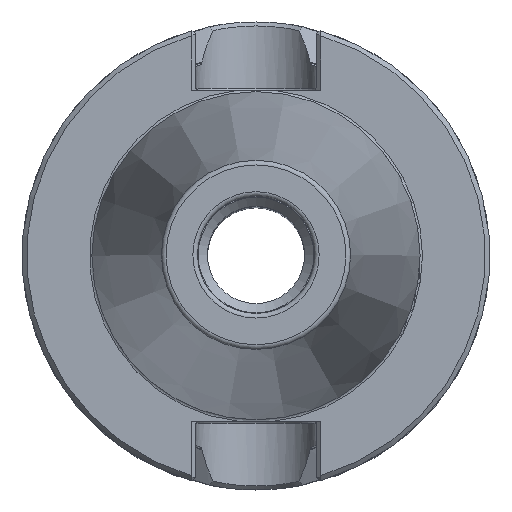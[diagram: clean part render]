
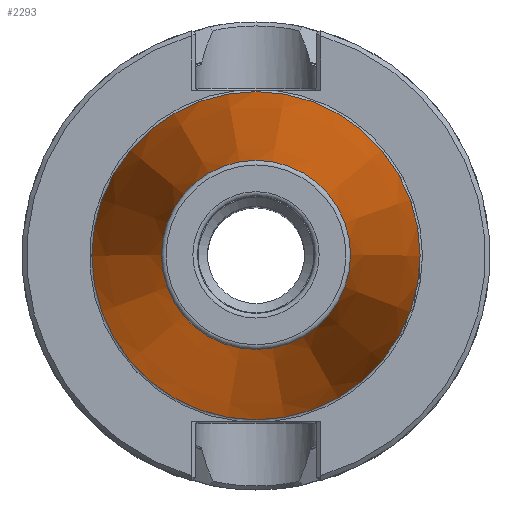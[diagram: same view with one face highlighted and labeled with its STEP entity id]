
A CAD part, top view. The second image highlights one B-rep face of the part: STEP entity #2293.
In plain terms, the highlighted conical face has half-angle 8.297 degrees and reference radius 20.204 mm.
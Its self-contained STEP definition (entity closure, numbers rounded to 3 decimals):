
#371=ORIENTED_EDGE('',*,*,#705,.T.);
#372=ORIENTED_EDGE('',*,*,#704,.F.);
#704=EDGE_CURVE('',#898,#898,#1044,.T.);
#705=EDGE_CURVE('',#899,#899,#1045,.T.);
#898=VERTEX_POINT('',#3198);
#899=VERTEX_POINT('',#3201);
#1044=CIRCLE('',#2466,20.204);
#1045=CIRCLE('',#2468,35.065);
#1191=EDGE_LOOP('',(#371));
#1192=EDGE_LOOP('',(#372));
#1365=FACE_BOUND('',#1191,.T.);
#1366=FACE_BOUND('',#1192,.T.);
#1447=CONICAL_SURFACE('',#2467,20.204,0.145);
#2293=ADVANCED_FACE('',(#1365,#1366),#1447,.T.);
#2466=AXIS2_PLACEMENT_3D('',#3197,#2786,#2787);
#2467=AXIS2_PLACEMENT_3D('',#3199,#2788,#2789);
#2468=AXIS2_PLACEMENT_3D('',#3200,#2790,#2791);
#2786=DIRECTION('',(0.,0.,1.));
#2787=DIRECTION('',(1.,0.,0.));
#2788=DIRECTION('',(0.,0.,-1.));
#2789=DIRECTION('',(-1.,0.,0.));
#2790=DIRECTION('',(0.,0.,1.));
#2791=DIRECTION('',(1.,0.,0.));
#3197=CARTESIAN_POINT('',(0.,0.,100.944));
#3198=CARTESIAN_POINT('',(20.204,0.,100.944));
#3199=CARTESIAN_POINT('',(0.,0.,100.944));
#3200=CARTESIAN_POINT('',(0.,0.,-0.963));
#3201=CARTESIAN_POINT('',(35.065,0.,-0.963));
